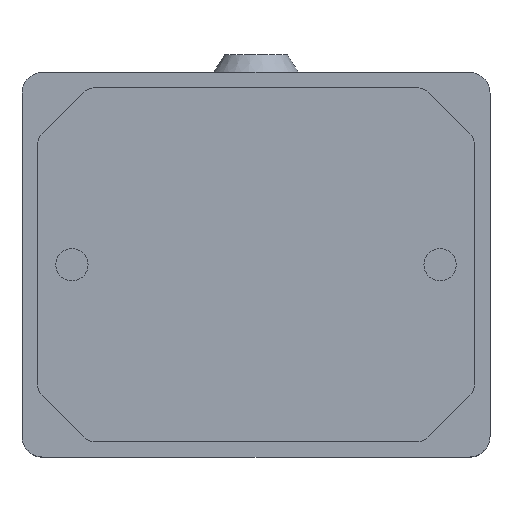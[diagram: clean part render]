
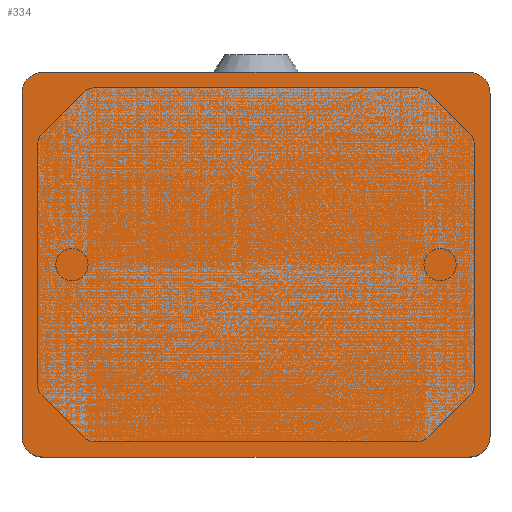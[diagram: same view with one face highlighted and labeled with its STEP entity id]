
A CAD part, top view. The second image highlights one B-rep face of the part: STEP entity #334.
In plain terms, the highlighted planar face has unit normal (0, 0, 1).
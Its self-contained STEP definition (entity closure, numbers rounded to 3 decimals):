
#35=CARTESIAN_POINT('',(20.5,-18.5,13.5));
#36=VERTEX_POINT('',#35);
#37=CARTESIAN_POINT('',(-20.5,-18.5,13.5));
#38=VERTEX_POINT('',#37);
#39=CARTESIAN_POINT('',(20.5,-18.5,13.5));
#40=DIRECTION('',(-1.,0.,0.));
#41=VECTOR('',#40,41.);
#42=LINE('',#39,#41);
#43=EDGE_CURVE('',#36,#38,#42,.T.);
#75=CARTESIAN_POINT('',(22.5,16.5,13.5));
#76=VERTEX_POINT('',#75);
#77=CARTESIAN_POINT('',(22.5,-16.5,13.5));
#78=VERTEX_POINT('',#77);
#79=CARTESIAN_POINT('',(22.5,16.5,13.5));
#80=DIRECTION('',(0.,-1.,0.));
#81=VECTOR('',#80,33.);
#82=LINE('',#79,#81);
#83=EDGE_CURVE('',#76,#78,#82,.T.);
#115=CARTESIAN_POINT('',(-20.5,18.5,13.5));
#116=VERTEX_POINT('',#115);
#117=CARTESIAN_POINT('',(20.5,18.5,13.5));
#118=VERTEX_POINT('',#117);
#119=CARTESIAN_POINT('',(-20.5,18.5,13.5));
#120=DIRECTION('',(1.,0.,0.));
#121=VECTOR('',#120,41.);
#122=LINE('',#119,#121);
#123=EDGE_CURVE('',#116,#118,#122,.T.);
#260=CARTESIAN_POINT('',(-22.5,-16.5,13.5));
#261=VERTEX_POINT('',#260);
#262=CARTESIAN_POINT('',(-22.5,16.5,13.5));
#263=VERTEX_POINT('',#262);
#264=CARTESIAN_POINT('',(-22.5,-16.5,13.5));
#265=DIRECTION('',(0.,1.,0.));
#266=VECTOR('',#265,33.);
#267=LINE('',#264,#266);
#268=EDGE_CURVE('',#261,#263,#267,.T.);
#295=CARTESIAN_POINT('',(0.082,-4.041,13.5));
#296=DIRECTION('',(1.,0.,0.));
#297=DIRECTION('',(0.,0.,1.));
#298=AXIS2_PLACEMENT_3D('',#295,#297,#296);
#299=PLANE('',#298);
#300=ORIENTED_EDGE('',*,*,#43,.F.);
#301=CARTESIAN_POINT('',(20.5,-16.5,13.5));
#302=DIRECTION('',(0.,-1.,0.));
#303=DIRECTION('',(0.,-0.,1.));
#304=AXIS2_PLACEMENT_3D('',#301,#303,#302);
#305=CIRCLE('',#304,2.);
#306=EDGE_CURVE('',#36,#78,#305,.T.);
#307=ORIENTED_EDGE('',*,*,#306,.T.);
#308=ORIENTED_EDGE('',*,*,#83,.F.);
#309=CARTESIAN_POINT('',(20.5,16.5,13.5));
#310=DIRECTION('',(1.,0.,0.));
#311=DIRECTION('',(0.,0.,1.));
#312=AXIS2_PLACEMENT_3D('',#309,#311,#310);
#313=CIRCLE('',#312,2.);
#314=EDGE_CURVE('',#76,#118,#313,.T.);
#315=ORIENTED_EDGE('',*,*,#314,.T.);
#316=ORIENTED_EDGE('',*,*,#123,.F.);
#317=CARTESIAN_POINT('',(-20.5,16.5,13.5));
#318=DIRECTION('',(0.,1.,0.));
#319=DIRECTION('',(0.,0.,1.));
#320=AXIS2_PLACEMENT_3D('',#317,#319,#318);
#321=CIRCLE('',#320,2.);
#322=EDGE_CURVE('',#116,#263,#321,.T.);
#323=ORIENTED_EDGE('',*,*,#322,.T.);
#324=ORIENTED_EDGE('',*,*,#268,.F.);
#325=CARTESIAN_POINT('',(-20.5,-16.5,13.5));
#326=DIRECTION('',(-1.,0.,0.));
#327=DIRECTION('',(-0.,0.,1.));
#328=AXIS2_PLACEMENT_3D('',#325,#327,#326);
#329=CIRCLE('',#328,2.);
#330=EDGE_CURVE('',#261,#38,#329,.T.);
#331=ORIENTED_EDGE('',*,*,#330,.T.);
#332=EDGE_LOOP('',(#300,#307,#308,#315,#316,#323,#324,#331));
#333=FACE_OUTER_BOUND('',#332,.T.);
#334=ADVANCED_FACE('',(#333),#299,.T.);
